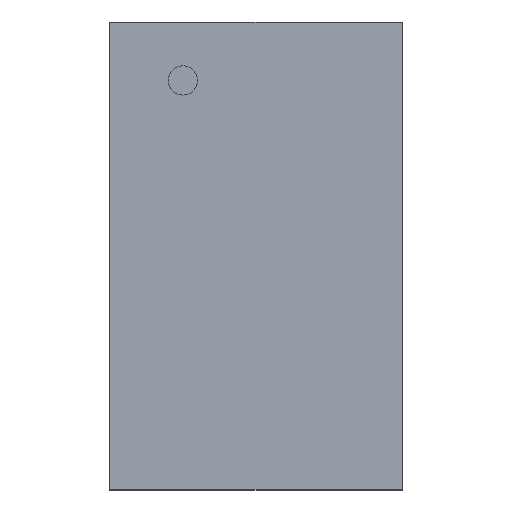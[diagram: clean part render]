
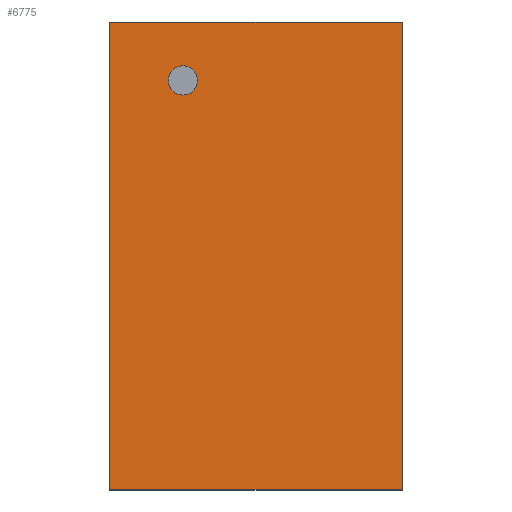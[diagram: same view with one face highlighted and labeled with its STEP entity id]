
A CAD part, top view. The second image highlights one B-rep face of the part: STEP entity #6775.
In plain terms, the highlighted planar face has unit normal (0, 0, 1).
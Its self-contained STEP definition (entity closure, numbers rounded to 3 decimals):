
#4268 = VERTEX_POINT('',#4269);
#4269 = CARTESIAN_POINT('',(0.,1.6,0.55));
#4276 = PLANE('',#4277);
#4277 = AXIS2_PLACEMENT_3D('',#4278,#4279,#4280);
#4278 = CARTESIAN_POINT('',(0.,0.,0.));
#4279 = DIRECTION('',(1.,0.,0.));
#4280 = DIRECTION('',(0.,0.,1.));
#4288 = PLANE('',#4289);
#4289 = AXIS2_PLACEMENT_3D('',#4290,#4291,#4292);
#4290 = CARTESIAN_POINT('',(0.,1.6,0.));
#4291 = DIRECTION('',(0.,1.,0.));
#4292 = DIRECTION('',(0.,0.,1.));
#4300 = EDGE_CURVE('',#4301,#4268,#4303,.T.);
#4301 = VERTEX_POINT('',#4302);
#4302 = CARTESIAN_POINT('',(0.,0.,0.55));
#4303 = SURFACE_CURVE('',#4304,(#4308,#4315),.PCURVE_S1.);
#4304 = LINE('',#4305,#4306);
#4305 = CARTESIAN_POINT('',(0.,0.,0.55));
#4306 = VECTOR('',#4307,1.);
#4307 = DIRECTION('',(0.,1.,0.));
#4308 = PCURVE('',#4276,#4309);
#4309 = DEFINITIONAL_REPRESENTATION('',(#4310),#4314);
#4310 = LINE('',#4311,#4312);
#4311 = CARTESIAN_POINT('',(0.55,0.));
#4312 = VECTOR('',#4313,1.);
#4313 = DIRECTION('',(0.,-1.));
#4314 = ( GEOMETRIC_REPRESENTATION_CONTEXT(2) 
PARAMETRIC_REPRESENTATION_CONTEXT() REPRESENTATION_CONTEXT('2D SPACE',''
  ) );
#4315 = PCURVE('',#4316,#4321);
#4316 = PLANE('',#4317);
#4317 = AXIS2_PLACEMENT_3D('',#4318,#4319,#4320);
#4318 = CARTESIAN_POINT('',(0.,0.,0.55));
#4319 = DIRECTION('',(0.,0.,1.));
#4320 = DIRECTION('',(1.,0.,0.));
#4321 = DEFINITIONAL_REPRESENTATION('',(#4322),#4326);
#4322 = LINE('',#4323,#4324);
#4323 = CARTESIAN_POINT('',(0.,0.));
#4324 = VECTOR('',#4325,1.);
#4325 = DIRECTION('',(0.,1.));
#4326 = ( GEOMETRIC_REPRESENTATION_CONTEXT(2) 
PARAMETRIC_REPRESENTATION_CONTEXT() REPRESENTATION_CONTEXT('2D SPACE',''
  ) );
#4344 = PLANE('',#4345);
#4345 = AXIS2_PLACEMENT_3D('',#4346,#4347,#4348);
#4346 = CARTESIAN_POINT('',(0.,0.,0.));
#4347 = DIRECTION('',(0.,1.,0.));
#4348 = DIRECTION('',(0.,0.,1.));
#4813 = EDGE_CURVE('',#4268,#4814,#4816,.T.);
#4814 = VERTEX_POINT('',#4815);
#4815 = CARTESIAN_POINT('',(1.,1.6,0.55));
#4816 = SURFACE_CURVE('',#4817,(#4821,#4828),.PCURVE_S1.);
#4817 = LINE('',#4818,#4819);
#4818 = CARTESIAN_POINT('',(0.,1.6,0.55));
#4819 = VECTOR('',#4820,1.);
#4820 = DIRECTION('',(1.,0.,0.));
#4821 = PCURVE('',#4288,#4822);
#4822 = DEFINITIONAL_REPRESENTATION('',(#4823),#4827);
#4823 = LINE('',#4824,#4825);
#4824 = CARTESIAN_POINT('',(0.55,0.));
#4825 = VECTOR('',#4826,1.);
#4826 = DIRECTION('',(0.,1.));
#4827 = ( GEOMETRIC_REPRESENTATION_CONTEXT(2) 
PARAMETRIC_REPRESENTATION_CONTEXT() REPRESENTATION_CONTEXT('2D SPACE',''
  ) );
#4828 = PCURVE('',#4316,#4829);
#4829 = DEFINITIONAL_REPRESENTATION('',(#4830),#4834);
#4830 = LINE('',#4831,#4832);
#4831 = CARTESIAN_POINT('',(0.,1.6));
#4832 = VECTOR('',#4833,1.);
#4833 = DIRECTION('',(1.,0.));
#4834 = ( GEOMETRIC_REPRESENTATION_CONTEXT(2) 
PARAMETRIC_REPRESENTATION_CONTEXT() REPRESENTATION_CONTEXT('2D SPACE',''
  ) );
#4850 = PLANE('',#4851);
#4851 = AXIS2_PLACEMENT_3D('',#4852,#4853,#4854);
#4852 = CARTESIAN_POINT('',(1.,0.,0.));
#4853 = DIRECTION('',(1.,0.,0.));
#4854 = DIRECTION('',(0.,0.,1.));
#6732 = EDGE_CURVE('',#4301,#6733,#6735,.T.);
#6733 = VERTEX_POINT('',#6734);
#6734 = CARTESIAN_POINT('',(1.,0.,0.55));
#6735 = SURFACE_CURVE('',#6736,(#6740,#6747),.PCURVE_S1.);
#6736 = LINE('',#6737,#6738);
#6737 = CARTESIAN_POINT('',(0.,0.,0.55));
#6738 = VECTOR('',#6739,1.);
#6739 = DIRECTION('',(1.,0.,0.));
#6740 = PCURVE('',#4344,#6741);
#6741 = DEFINITIONAL_REPRESENTATION('',(#6742),#6746);
#6742 = LINE('',#6743,#6744);
#6743 = CARTESIAN_POINT('',(0.55,0.));
#6744 = VECTOR('',#6745,1.);
#6745 = DIRECTION('',(0.,1.));
#6746 = ( GEOMETRIC_REPRESENTATION_CONTEXT(2) 
PARAMETRIC_REPRESENTATION_CONTEXT() REPRESENTATION_CONTEXT('2D SPACE',''
  ) );
#6747 = PCURVE('',#4316,#6748);
#6748 = DEFINITIONAL_REPRESENTATION('',(#6749),#6753);
#6749 = LINE('',#6750,#6751);
#6750 = CARTESIAN_POINT('',(0.,0.));
#6751 = VECTOR('',#6752,1.);
#6752 = DIRECTION('',(1.,0.));
#6753 = ( GEOMETRIC_REPRESENTATION_CONTEXT(2) 
PARAMETRIC_REPRESENTATION_CONTEXT() REPRESENTATION_CONTEXT('2D SPACE',''
  ) );
#6775 = ADVANCED_FACE('',(#6776,#6802),#4316,.T.);
#6776 = FACE_BOUND('',#6777,.T.);
#6777 = EDGE_LOOP('',(#6778,#6779,#6780,#6801));
#6778 = ORIENTED_EDGE('',*,*,#4300,.F.);
#6779 = ORIENTED_EDGE('',*,*,#6732,.T.);
#6780 = ORIENTED_EDGE('',*,*,#6781,.T.);
#6781 = EDGE_CURVE('',#6733,#4814,#6782,.T.);
#6782 = SURFACE_CURVE('',#6783,(#6787,#6794),.PCURVE_S1.);
#6783 = LINE('',#6784,#6785);
#6784 = CARTESIAN_POINT('',(1.,0.,0.55));
#6785 = VECTOR('',#6786,1.);
#6786 = DIRECTION('',(0.,1.,0.));
#6787 = PCURVE('',#4316,#6788);
#6788 = DEFINITIONAL_REPRESENTATION('',(#6789),#6793);
#6789 = LINE('',#6790,#6791);
#6790 = CARTESIAN_POINT('',(1.,0.));
#6791 = VECTOR('',#6792,1.);
#6792 = DIRECTION('',(0.,1.));
#6793 = ( GEOMETRIC_REPRESENTATION_CONTEXT(2) 
PARAMETRIC_REPRESENTATION_CONTEXT() REPRESENTATION_CONTEXT('2D SPACE',''
  ) );
#6794 = PCURVE('',#4850,#6795);
#6795 = DEFINITIONAL_REPRESENTATION('',(#6796),#6800);
#6796 = LINE('',#6797,#6798);
#6797 = CARTESIAN_POINT('',(0.55,0.));
#6798 = VECTOR('',#6799,1.);
#6799 = DIRECTION('',(0.,-1.));
#6800 = ( GEOMETRIC_REPRESENTATION_CONTEXT(2) 
PARAMETRIC_REPRESENTATION_CONTEXT() REPRESENTATION_CONTEXT('2D SPACE',''
  ) );
#6801 = ORIENTED_EDGE('',*,*,#4813,.F.);
#6802 = FACE_BOUND('',#6803,.T.);
#6803 = EDGE_LOOP('',(#6804));
#6804 = ORIENTED_EDGE('',*,*,#6805,.F.);
#6805 = EDGE_CURVE('',#6806,#6806,#6808,.T.);
#6806 = VERTEX_POINT('',#6807);
#6807 = CARTESIAN_POINT('',(0.3,1.4,0.55));
#6808 = SURFACE_CURVE('',#6809,(#6814,#6821),.PCURVE_S1.);
#6809 = CIRCLE('',#6810,0.05);
#6810 = AXIS2_PLACEMENT_3D('',#6811,#6812,#6813);
#6811 = CARTESIAN_POINT('',(0.25,1.4,0.55));
#6812 = DIRECTION('',(0.,0.,1.));
#6813 = DIRECTION('',(1.,0.,0.));
#6814 = PCURVE('',#4316,#6815);
#6815 = DEFINITIONAL_REPRESENTATION('',(#6816),#6820);
#6816 = CIRCLE('',#6817,0.05);
#6817 = AXIS2_PLACEMENT_2D('',#6818,#6819);
#6818 = CARTESIAN_POINT('',(0.25,1.4));
#6819 = DIRECTION('',(1.,0.));
#6820 = ( GEOMETRIC_REPRESENTATION_CONTEXT(2) 
PARAMETRIC_REPRESENTATION_CONTEXT() REPRESENTATION_CONTEXT('2D SPACE',''
  ) );
#6821 = PCURVE('',#6822,#6827);
#6822 = CYLINDRICAL_SURFACE('',#6823,0.05);
#6823 = AXIS2_PLACEMENT_3D('',#6824,#6825,#6826);
#6824 = CARTESIAN_POINT('',(0.25,1.4,0.55));
#6825 = DIRECTION('',(0.,0.,1.));
#6826 = DIRECTION('',(1.,0.,0.));
#6827 = DEFINITIONAL_REPRESENTATION('',(#6828),#6832);
#6828 = LINE('',#6829,#6830);
#6829 = CARTESIAN_POINT('',(0.,0.));
#6830 = VECTOR('',#6831,1.);
#6831 = DIRECTION('',(1.,0.));
#6832 = ( GEOMETRIC_REPRESENTATION_CONTEXT(2) 
PARAMETRIC_REPRESENTATION_CONTEXT() REPRESENTATION_CONTEXT('2D SPACE',''
  ) );
